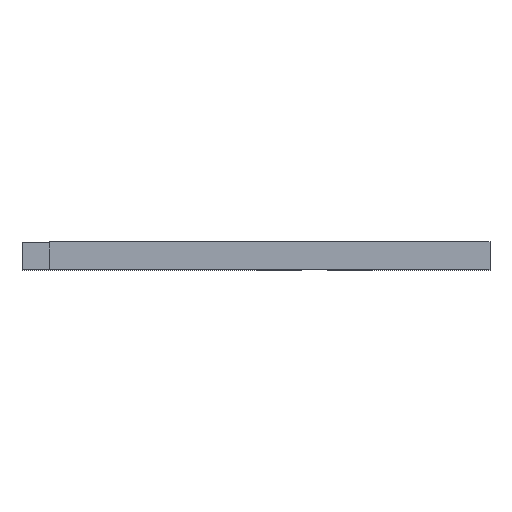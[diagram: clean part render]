
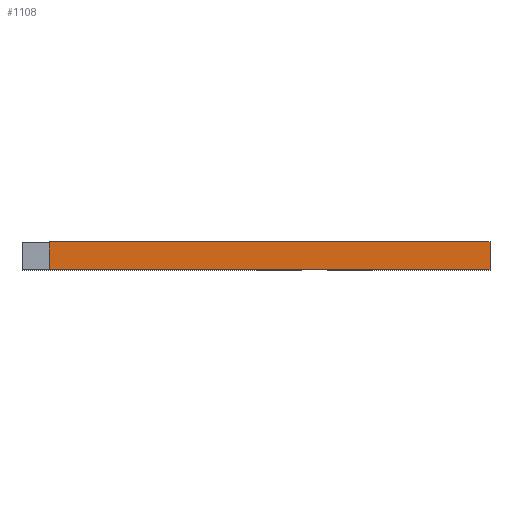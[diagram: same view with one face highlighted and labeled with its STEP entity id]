
A CAD part, top view. The second image highlights one B-rep face of the part: STEP entity #1108.
In plain terms, the highlighted planar face has unit normal (0, 0, 1).
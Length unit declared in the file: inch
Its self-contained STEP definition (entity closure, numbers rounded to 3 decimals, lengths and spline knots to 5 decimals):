
#62=FACE_OUTER_BOUND('',#116,.T.);
#116=EDGE_LOOP('',(#931,#932,#933,#934));
#236=LINE('',#1674,#392);
#249=LINE('',#1698,#405);
#271=LINE('',#1743,#427);
#272=LINE('',#1744,#428);
#392=VECTOR('',#1364,0.3937);
#405=VECTOR('',#1379,0.3937);
#427=VECTOR('',#1423,0.3937);
#428=VECTOR('',#1424,0.3937);
#514=VERTEX_POINT('',#1671);
#515=VERTEX_POINT('',#1673);
#525=VERTEX_POINT('',#1696);
#537=VERTEX_POINT('',#1742);
#652=EDGE_CURVE('',#514,#515,#236,.T.);
#665=EDGE_CURVE('',#514,#525,#249,.T.);
#687=EDGE_CURVE('',#537,#525,#271,.T.);
#688=EDGE_CURVE('',#537,#515,#272,.T.);
#931=ORIENTED_EDGE('',*,*,#665,.T.);
#932=ORIENTED_EDGE('',*,*,#687,.F.);
#933=ORIENTED_EDGE('',*,*,#688,.T.);
#934=ORIENTED_EDGE('',*,*,#652,.F.);
#1054=PLANE('',#1170);
#1108=ADVANCED_FACE('',(#62),#1054,.T.);
#1170=AXIS2_PLACEMENT_3D('',#1741,#1421,#1422);
#1364=DIRECTION('',(1.,0.,0.));
#1379=DIRECTION('',(0.,-1.,0.));
#1421=DIRECTION('center_axis',(0.,0.,1.));
#1422=DIRECTION('ref_axis',(1.,0.,0.));
#1423=DIRECTION('',(-1.,0.,0.));
#1424=DIRECTION('',(0.,1.,0.));
#1671=CARTESIAN_POINT('',(-0.883,0.117,1.));
#1673=CARTESIAN_POINT('',(1.,0.117,1.));
#1674=CARTESIAN_POINT('',(1.,0.117,1.));
#1696=CARTESIAN_POINT('',(-0.883,0.,1.));
#1698=CARTESIAN_POINT('',(-0.883,0.0585,1.));
#1741=CARTESIAN_POINT('Origin',(-1.,0.,1.));
#1742=CARTESIAN_POINT('',(1.,0.,1.));
#1743=CARTESIAN_POINT('',(1.,0.,1.));
#1744=CARTESIAN_POINT('',(1.,0.,1.));
